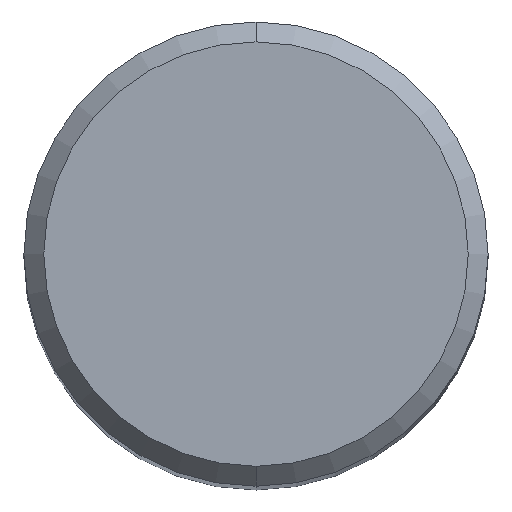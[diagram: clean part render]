
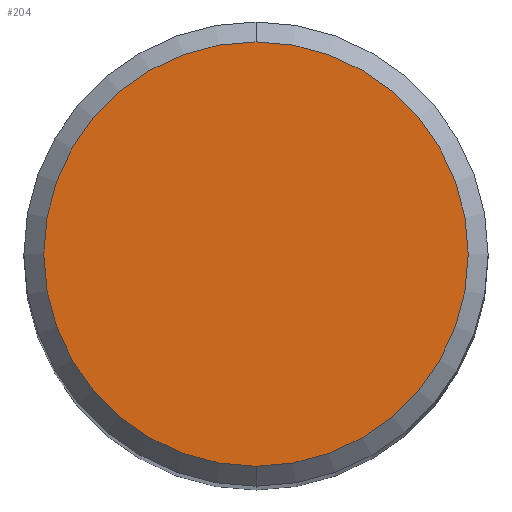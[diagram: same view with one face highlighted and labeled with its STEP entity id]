
A CAD part, top view. The second image highlights one B-rep face of the part: STEP entity #204.
In plain terms, the highlighted planar face has unit normal (0, 0, 1).
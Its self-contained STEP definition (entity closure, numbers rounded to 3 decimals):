
#192=VERTEX_POINT('',#497);
#204=ADVANCED_FACE('',(#510),#511,.T.);
#282=VERTEX_POINT('',#597);
#342=EDGE_CURVE('',#192,#282,#661,.T.);
#372=EDGE_CURVE('',#282,#192,#693,.T.);
#497=CARTESIAN_POINT('',(0.0,6.4,0.0));
#510=FACE_OUTER_BOUND('',#857,.T.);
#511=PLANE('',#858);
#597=CARTESIAN_POINT('',(0.,-6.4,0.0));
#661=CIRCLE('',#1196,6.4);
#693=CIRCLE('',#1281,6.4);
#857=EDGE_LOOP('',(#1530,#1531));
#858=AXIS2_PLACEMENT_3D('',#1532,#1533,#1534);
#1196=AXIS2_PLACEMENT_3D('',#1698,#1699,#1700);
#1281=AXIS2_PLACEMENT_3D('',#1725,#1726,#1727);
#1530=ORIENTED_EDGE('',*,*,#342,.F.);
#1531=ORIENTED_EDGE('',*,*,#372,.F.);
#1532=CARTESIAN_POINT('',(0.0,3.2,0.0));
#1533=DIRECTION('',(-0.0,0.0,1.0));
#1534=DIRECTION('',(0.0,-1.0,0.0));
#1698=CARTESIAN_POINT('',(0.0,0.0,0.0));
#1699=DIRECTION('',(0.0,0.0,-1.0));
#1700=DIRECTION('',(0.0,1.0,0.0));
#1725=CARTESIAN_POINT('',(0.0,0.0,0.0));
#1726=DIRECTION('',(0.0,0.0,-1.0));
#1727=DIRECTION('',(0.0,1.0,0.0));
